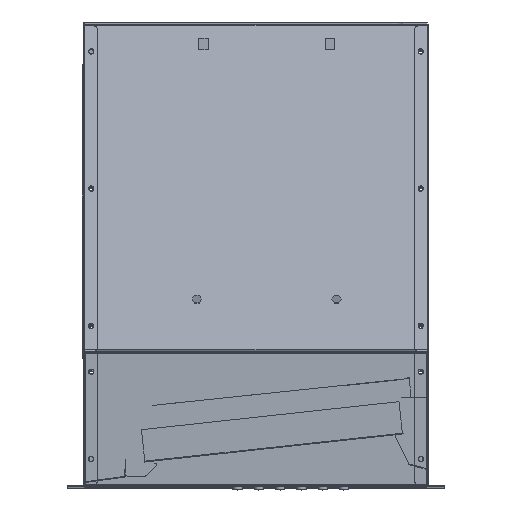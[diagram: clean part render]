
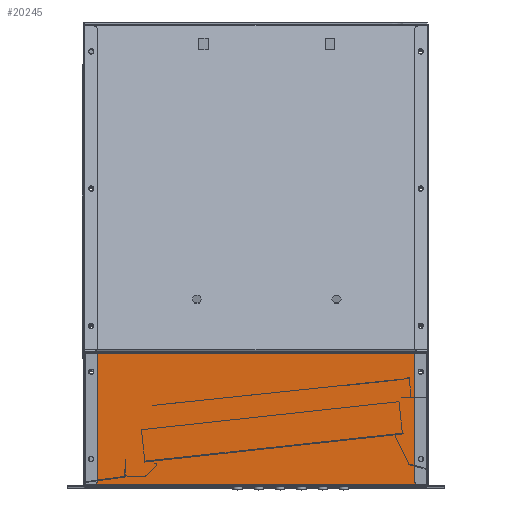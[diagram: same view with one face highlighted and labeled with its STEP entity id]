
A CAD part, top view. The second image highlights one B-rep face of the part: STEP entity #20245.
In plain terms, the highlighted planar face has unit normal (0, 0, 1).
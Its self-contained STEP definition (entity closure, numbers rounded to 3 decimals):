
#338 = VERTEX_POINT ( 'NONE', #15764 ) ;
#790 = VERTEX_POINT ( 'NONE', #898 ) ;
#816 = ORIENTED_EDGE ( 'NONE', *, *, #45033, .F. ) ;
#898 = CARTESIAN_POINT ( 'NONE',  ( 799.007, -10.554, 1220.777 ) ) ;
#1258 = VERTEX_POINT ( 'NONE', #10397 ) ;
#1301 = ORIENTED_EDGE ( 'NONE', *, *, #5223, .F. ) ;
#1647 = ORIENTED_EDGE ( 'NONE', *, *, #55338, .F. ) ;
#2082 = VERTEX_POINT ( 'NONE', #19220 ) ;
#2567 = CARTESIAN_POINT ( 'NONE',  ( 1049.557, -95.585, 1220.777 ) ) ;
#3007 = VERTEX_POINT ( 'NONE', #21131 ) ;
#3210 = AXIS2_PLACEMENT_3D ( 'NONE', #55920, #29532, #3606 ) ;
#3606 = DIRECTION ( 'NONE',  ( 1., 0., 0. ) ) ;
#3856 = CARTESIAN_POINT ( 'NONE',  ( 1043.307, -10.554, 1220.777 ) ) ;
#4400 = CARTESIAN_POINT ( 'NONE',  ( 795.507, -76.185, 1220.777 ) ) ;
#4572 = EDGE_CURVE ( 'NONE', #3007, #24971, #11776, .T. ) ;
#4607 = VERTEX_POINT ( 'NONE', #3856 ) ;
#5223 = EDGE_CURVE ( 'NONE', #11892, #11212, #38261, .T. ) ;
#5269 = DIRECTION ( 'NONE',  ( 0., 0., 1. ) ) ;
#5363 = VERTEX_POINT ( 'NONE', #36848 ) ;
#5438 = DIRECTION ( 'NONE',  ( 1., 0., 0. ) ) ;
#5506 = DIRECTION ( 'NONE',  ( 0., 0., 1. ) ) ;
#5563 = CARTESIAN_POINT ( 'NONE',  ( 797.257, -76.185, 1220.777 ) ) ;
#5741 = PLANE ( 'NONE',  #56203 ) ;
#6009 = VECTOR ( 'NONE', #14812, 1000. ) ;
#6255 = VECTOR ( 'NONE', #40608, 1000. ) ;
#6564 = DIRECTION ( 'NONE',  ( 0., 0., 1. ) ) ;
#7308 = FACE_BOUND ( 'NONE', #30699, .T. ) ;
#8841 = AXIS2_PLACEMENT_3D ( 'NONE', #32556, #6564, #37030 ) ;
#9243 = DIRECTION ( 'NONE',  ( 0., 0., 1. ) ) ;
#9321 = LINE ( 'NONE', #44682, #55799 ) ;
#10397 = CARTESIAN_POINT ( 'NONE',  ( 1043.307, -76.185, 1220.777 ) ) ;
#11212 = VERTEX_POINT ( 'NONE', #12168 ) ;
#11457 = CIRCLE ( 'NONE', #33938, 1.75 ) ;
#11776 = CIRCLE ( 'NONE', #31821, 1.75 ) ;
#11892 = VERTEX_POINT ( 'NONE', #2567 ) ;
#12168 = CARTESIAN_POINT ( 'NONE',  ( 792.757, -95.585, 1220.777 ) ) ;
#12708 = VERTEX_POINT ( 'NONE', #54383 ) ;
#13082 = EDGE_LOOP ( 'NONE', ( #48637, #48718 ) ) ;
#14057 = LINE ( 'NONE', #16694, #37210 ) ;
#14486 = CARTESIAN_POINT ( 'NONE',  ( 1049.557, -95.585, 1220.777 ) ) ;
#14796 = EDGE_CURVE ( 'NONE', #5363, #4607, #45067, .T. ) ;
#14812 = DIRECTION ( 'NONE',  ( 0., -1., 0. ) ) ;
#14839 = VERTEX_POINT ( 'NONE', #51140 ) ;
#15764 = CARTESIAN_POINT ( 'NONE',  ( 795.507, -10.554, 1220.777 ) ) ;
#16079 = CARTESIAN_POINT ( 'NONE',  ( 797.257, -10.554, 1220.777 ) ) ;
#16149 = EDGE_CURVE ( 'NONE', #24971, #3007, #18954, .T. ) ;
#16639 = DIRECTION ( 'NONE',  ( 0., 0., 1. ) ) ;
#16694 = CARTESIAN_POINT ( 'NONE',  ( 792.757, 4.035, 1220.777 ) ) ;
#17514 = LINE ( 'NONE', #40941, #6009 ) ;
#18826 = DIRECTION ( 'NONE',  ( -1., 0., 0. ) ) ;
#18954 = CIRCLE ( 'NONE', #41015, 1.75 ) ;
#19220 = CARTESIAN_POINT ( 'NONE',  ( 1046.807, -76.185, 1220.777 ) ) ;
#20245 = ADVANCED_FACE ( 'NONE', ( #31753, #42132, #7308, #43515, #52444 ), #5741, .F. ) ;
#20375 = DIRECTION ( 'NONE',  ( 1., 0., 0. ) ) ;
#20928 = CIRCLE ( 'NONE', #3210, 1.75 ) ;
#21020 = DIRECTION ( 'NONE',  ( 0., 1., 0. ) ) ;
#21131 = CARTESIAN_POINT ( 'NONE',  ( 799.007, -76.185, 1220.777 ) ) ;
#21208 = CIRCLE ( 'NONE', #34788, 1.75 ) ;
#21602 = EDGE_CURVE ( 'NONE', #1258, #2082, #22081, .T. ) ;
#22081 = CIRCLE ( 'NONE', #51842, 1.75 ) ;
#24589 = CARTESIAN_POINT ( 'NONE',  ( 1045.057, -10.554, 1220.777 ) ) ;
#24971 = VERTEX_POINT ( 'NONE', #4400 ) ;
#26576 = EDGE_LOOP ( 'NONE', ( #54932, #816, #1301, #1647 ) ) ;
#26987 = EDGE_CURVE ( 'NONE', #2082, #1258, #11457, .T. ) ;
#27843 = EDGE_CURVE ( 'NONE', #14839, #12708, #9321, .T. ) ;
#28949 = DIRECTION ( 'NONE',  ( 1., 0., 0. ) ) ;
#29532 = DIRECTION ( 'NONE',  ( 0., 0., 1. ) ) ;
#30110 = EDGE_CURVE ( 'NONE', #790, #338, #21208, .T. ) ;
#30699 = EDGE_LOOP ( 'NONE', ( #50770, #51512 ) ) ;
#31254 = CARTESIAN_POINT ( 'NONE',  ( 1045.057, -76.185, 1220.777 ) ) ;
#31641 = EDGE_CURVE ( 'NONE', #4607, #5363, #44423, .T. ) ;
#31753 = FACE_BOUND ( 'NONE', #36263, .T. ) ;
#31821 = AXIS2_PLACEMENT_3D ( 'NONE', #5563, #5506, #5438 ) ;
#32556 = CARTESIAN_POINT ( 'NONE',  ( 1045.057, -10.554, 1220.777 ) ) ;
#33938 = AXIS2_PLACEMENT_3D ( 'NONE', #42828, #16639, #47286 ) ;
#34788 = AXIS2_PLACEMENT_3D ( 'NONE', #16079, #46688, #20375 ) ;
#35256 = CARTESIAN_POINT ( 'NONE',  ( 797.257, -76.185, 1220.777 ) ) ;
#35693 = DIRECTION ( 'NONE',  ( 1., 0., 0. ) ) ;
#36263 = EDGE_LOOP ( 'NONE', ( #43802, #46803 ) ) ;
#36848 = CARTESIAN_POINT ( 'NONE',  ( 1046.807, -10.554, 1220.777 ) ) ;
#37030 = DIRECTION ( 'NONE',  ( 1., 0., 0. ) ) ;
#37210 = VECTOR ( 'NONE', #21020, 1000. ) ;
#38261 = LINE ( 'NONE', #40676, #6255 ) ;
#39736 = DIRECTION ( 'NONE',  ( 1., 0., 0. ) ) ;
#40409 = DIRECTION ( 'NONE',  ( -1., 0., 0. ) ) ;
#40608 = DIRECTION ( 'NONE',  ( -1., 0., 0. ) ) ;
#40676 = CARTESIAN_POINT ( 'NONE',  ( 1049.557, -95.585, 1220.777 ) ) ;
#40941 = CARTESIAN_POINT ( 'NONE',  ( 1049.557, 4.035, 1220.777 ) ) ;
#41015 = AXIS2_PLACEMENT_3D ( 'NONE', #35256, #9243, #39736 ) ;
#42132 = FACE_BOUND ( 'NONE', #13082, .T. ) ;
#42828 = CARTESIAN_POINT ( 'NONE',  ( 1045.057, -76.185, 1220.777 ) ) ;
#43515 = FACE_BOUND ( 'NONE', #45295, .T. ) ;
#43802 = ORIENTED_EDGE ( 'NONE', *, *, #4572, .F. ) ;
#44423 = CIRCLE ( 'NONE', #8841, 1.75 ) ;
#44682 = CARTESIAN_POINT ( 'NONE',  ( 1049.557, 3.435, 1220.777 ) ) ;
#45033 = EDGE_CURVE ( 'NONE', #11212, #12708, #14057, .T. ) ;
#45067 = CIRCLE ( 'NONE', #45436, 1.75 ) ;
#45075 = DIRECTION ( 'NONE',  ( 0., 0., -1. ) ) ;
#45295 = EDGE_LOOP ( 'NONE', ( #53589, #54199 ) ) ;
#45436 = AXIS2_PLACEMENT_3D ( 'NONE', #24589, #55346, #28949 ) ;
#46688 = DIRECTION ( 'NONE',  ( 0., 0., 1. ) ) ;
#46803 = ORIENTED_EDGE ( 'NONE', *, *, #16149, .F. ) ;
#47286 = DIRECTION ( 'NONE',  ( 1., 0., 0. ) ) ;
#48637 = ORIENTED_EDGE ( 'NONE', *, *, #30110, .F. ) ;
#48718 = ORIENTED_EDGE ( 'NONE', *, *, #54997, .F. ) ;
#50770 = ORIENTED_EDGE ( 'NONE', *, *, #26987, .F. ) ;
#51140 = CARTESIAN_POINT ( 'NONE',  ( 1049.557, 3.435, 1220.777 ) ) ;
#51512 = ORIENTED_EDGE ( 'NONE', *, *, #21602, .F. ) ;
#51842 = AXIS2_PLACEMENT_3D ( 'NONE', #31254, #5269, #35693 ) ;
#52444 = FACE_OUTER_BOUND ( 'NONE', #26576, .T. ) ;
#53589 = ORIENTED_EDGE ( 'NONE', *, *, #14796, .F. ) ;
#54199 = ORIENTED_EDGE ( 'NONE', *, *, #31641, .F. ) ;
#54383 = CARTESIAN_POINT ( 'NONE',  ( 792.757, 3.435, 1220.777 ) ) ;
#54932 = ORIENTED_EDGE ( 'NONE', *, *, #27843, .T. ) ;
#54997 = EDGE_CURVE ( 'NONE', #338, #790, #20928, .T. ) ;
#55338 = EDGE_CURVE ( 'NONE', #14839, #11892, #17514, .T. ) ;
#55346 = DIRECTION ( 'NONE',  ( 0., 0., 1. ) ) ;
#55799 = VECTOR ( 'NONE', #40409, 1000. ) ;
#55920 = CARTESIAN_POINT ( 'NONE',  ( 797.257, -10.554, 1220.777 ) ) ;
#56203 = AXIS2_PLACEMENT_3D ( 'NONE', #14486, #45075, #18826 ) ;
